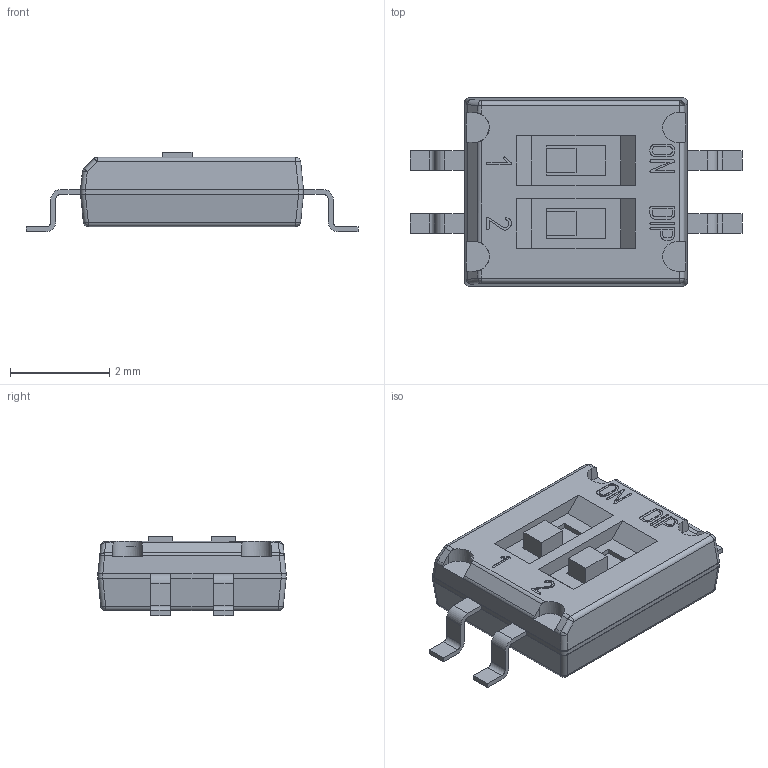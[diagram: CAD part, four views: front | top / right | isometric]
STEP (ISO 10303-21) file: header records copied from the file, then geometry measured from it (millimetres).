
FILE_DESCRIPTION (( 'STEP AP214' ), '1' );
FILE_NAME ('User Library-DHN-02F.STEP', '2021-07-26T00:57:39', ( '' ), ( '' ), 'SwSTEP 2.0', 'SolidWorks 2021', '' );
FILE_SCHEMA (( 'AUTOMOTIVE_DESIGN' ));
Length unit declared in the file: millimetre
Products named in the file (6): Open_CASCADE_STEP_translator_6.8_25.2.1; Open_CASCADE_STEP_translator_6.8_25.1; Body; User Library-DHN-02F; 750265192; Leader
Assembly tree (8 placements, depth 4):
  User Library-DHN-02F
    750265192
      Open_CASCADE_STEP_translator_6.8_25.1
      Body
        Open_CASCADE_STEP_translator_6.8_25.2.1
      Leader  x4
Bounding box: 6.7 x 3.8 x 1.6 mm (x, y, z)
Volume: 22 mm3; surface area: 68.2 mm2
Topology: 6 solids, 7 shells, 303 faces, 767 edges, 490 vertices
Faces by surface type: plane 160, bspline 84, cylinder 59
Entity records: 11850 total; most frequent: CARTESIAN_POINT 3089, ORIENTED_EDGE 1314, DIRECTION 924, EDGE_CURVE 658, LINE 426, VECTOR 426, VERTEX_POINT 418, EDGE_LOOP 275
